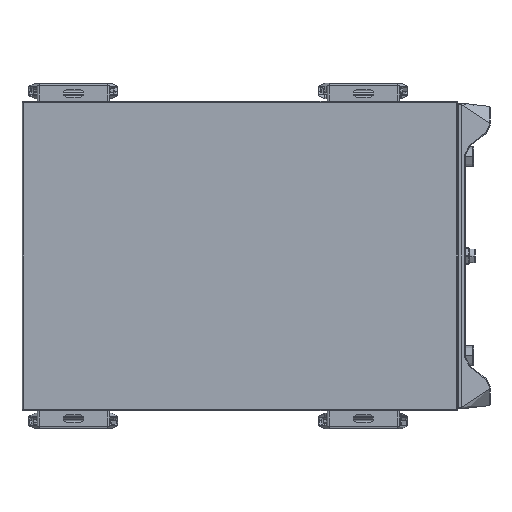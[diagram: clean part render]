
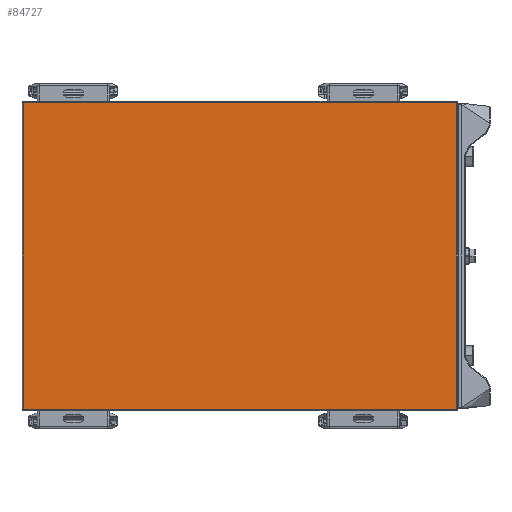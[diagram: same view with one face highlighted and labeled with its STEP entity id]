
A CAD part, front view. The second image highlights one B-rep face of the part: STEP entity #84727.
In plain terms, the highlighted planar face has unit normal (0, -1, 0).
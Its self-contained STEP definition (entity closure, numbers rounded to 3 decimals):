
#190 = VECTOR ( 'NONE', #47895, 1000. ) ;
#5014 = VERTEX_POINT ( 'NONE', #90859 ) ;
#7420 = EDGE_LOOP ( 'NONE', ( #29930, #43324, #25439, #54021 ) ) ;
#10157 = VECTOR ( 'NONE', #59076, 1000. ) ;
#10430 = DIRECTION ( 'NONE',  ( 0., 1., 0. ) ) ;
#12719 = VECTOR ( 'NONE', #37149, 1000. ) ;
#17568 = VERTEX_POINT ( 'NONE', #27543 ) ;
#20217 = EDGE_CURVE ( 'NONE', #5014, #51544, #71562, .T. ) ;
#23446 = PLANE ( 'NONE',  #72258 ) ;
#23738 = DIRECTION ( 'NONE',  ( 1., 0., 0. ) ) ;
#24073 = CARTESIAN_POINT ( 'NONE',  ( 314.1, 0., -222.3 ) ) ;
#25124 = DIRECTION ( 'NONE',  ( 1., 0., 0. ) ) ;
#25439 = ORIENTED_EDGE ( 'NONE', *, *, #20217, .F. ) ;
#25661 = LINE ( 'NONE', #55886, #190 ) ;
#27543 = CARTESIAN_POINT ( 'NONE',  ( 314.1, 0., -222.3 ) ) ;
#29930 = ORIENTED_EDGE ( 'NONE', *, *, #69407, .F. ) ;
#30295 = CARTESIAN_POINT ( 'NONE',  ( 314.1, 0., -222.3 ) ) ;
#37149 = DIRECTION ( 'NONE',  ( 0., 0., 1. ) ) ;
#40106 = VERTEX_POINT ( 'NONE', #80231 ) ;
#43324 = ORIENTED_EDGE ( 'NONE', *, *, #80701, .T. ) ;
#46420 = CARTESIAN_POINT ( 'NONE',  ( 314.1, 0., 222.3 ) ) ;
#47895 = DIRECTION ( 'NONE',  ( 0., 0., -1. ) ) ;
#51544 = VERTEX_POINT ( 'NONE', #46420 ) ;
#52816 = VECTOR ( 'NONE', #25124, 1000. ) ;
#54021 = ORIENTED_EDGE ( 'NONE', *, *, #84915, .T. ) ;
#55886 = CARTESIAN_POINT ( 'NONE',  ( -314.1, 0., 222.3 ) ) ;
#59076 = DIRECTION ( 'NONE',  ( -1., 0., 0. ) ) ;
#59968 = CARTESIAN_POINT ( 'NONE',  ( 0., 0., 0. ) ) ;
#60422 = CARTESIAN_POINT ( 'NONE',  ( -314.1, 0., 222.3 ) ) ;
#69407 = EDGE_CURVE ( 'NONE', #17568, #40106, #77614, .T. ) ;
#71562 = LINE ( 'NONE', #60422, #52816 ) ;
#72258 = AXIS2_PLACEMENT_3D ( 'NONE', #59968, #10430, #23738 ) ;
#77614 = LINE ( 'NONE', #30295, #10157 ) ;
#77674 = FACE_OUTER_BOUND ( 'NONE', #7420, .T. ) ;
#80231 = CARTESIAN_POINT ( 'NONE',  ( -314.1, 0., -222.3 ) ) ;
#80701 = EDGE_CURVE ( 'NONE', #17568, #51544, #82441, .T. ) ;
#82441 = LINE ( 'NONE', #24073, #12719 ) ;
#84727 = ADVANCED_FACE ( 'NONE', ( #77674 ), #23446, .F. ) ;
#84915 = EDGE_CURVE ( 'NONE', #5014, #40106, #25661, .T. ) ;
#90859 = CARTESIAN_POINT ( 'NONE',  ( -314.1, 0., 222.3 ) ) ;
